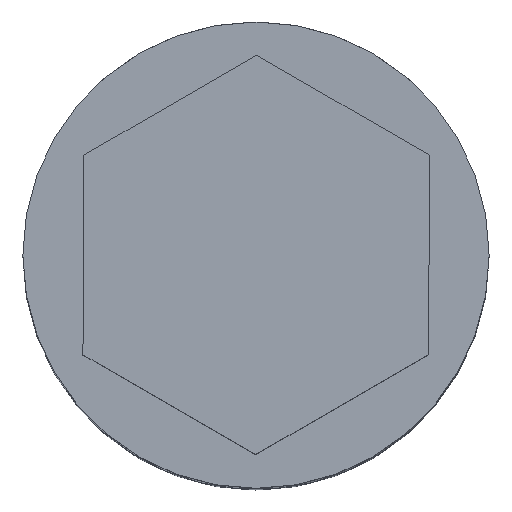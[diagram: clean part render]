
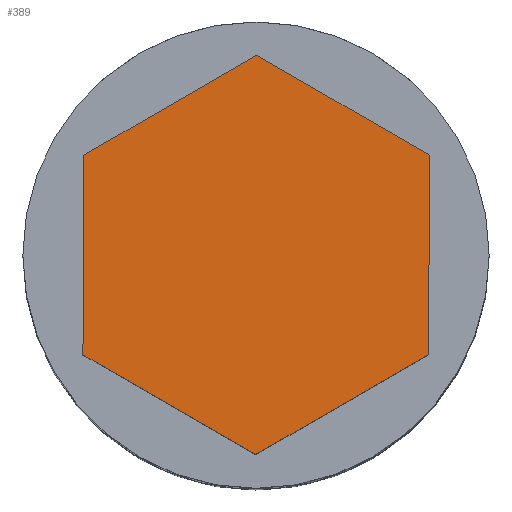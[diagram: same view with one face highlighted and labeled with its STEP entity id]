
A CAD part, top view. The second image highlights one B-rep face of the part: STEP entity #389.
In plain terms, the highlighted planar face has unit normal (0, 0, 1).
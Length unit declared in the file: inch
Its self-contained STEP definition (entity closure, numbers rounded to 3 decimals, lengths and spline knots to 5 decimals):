
#4 = LINE ( 'NONE', #544, #527 ) ;
#18 = ORIENTED_EDGE ( 'NONE', *, *, #752, .F. ) ;
#19 = LINE ( 'NONE', #696, #44 ) ;
#20 = CARTESIAN_POINT ( 'NONE',  ( -0.00033, -0.42801, 1.418 ) ) ;
#29 = VERTEX_POINT ( 'NONE', #400 ) ;
#44 = VECTOR ( 'NONE', #681, 39.37008 ) ;
#50 = ORIENTED_EDGE ( 'NONE', *, *, #562, .F. ) ;
#55 = PLANE ( 'NONE',  #446 ) ;
#80 = LINE ( 'NONE', #207, #127 ) ;
#109 = CARTESIAN_POINT ( 'NONE',  ( 0.00124, 0.42817, 1.418 ) ) ;
#119 = DIRECTION ( 'NONE',  ( 1., 0., 0. ) ) ;
#127 = VECTOR ( 'NONE', #138, 39.37008 ) ;
#138 = DIRECTION ( 'NONE',  ( 0.866, -0.5, 0. ) ) ;
#147 = CARTESIAN_POINT ( 'NONE',  ( -0.00033, -0.42801, 1.418 ) ) ;
#173 = DIRECTION ( 'NONE',  ( 0., 0., 1. ) ) ;
#185 = ORIENTED_EDGE ( 'NONE', *, *, #470, .F. ) ;
#207 = CARTESIAN_POINT ( 'NONE',  ( 0.00124, 0.42817, 1.418 ) ) ;
#211 = LINE ( 'NONE', #795, #428 ) ;
#212 = EDGE_CURVE ( 'NONE', #29, #548, #19, .T. ) ;
#240 = ORIENTED_EDGE ( 'NONE', *, *, #528, .F. ) ;
#247 = CARTESIAN_POINT ( 'NONE',  ( 0.37191, 0.21416, 1.418 ) ) ;
#251 = CARTESIAN_POINT ( 'NONE',  ( -0.36739, 0.641, 1.418 ) ) ;
#285 = VERTEX_POINT ( 'NONE', #247 ) ;
#319 = VERTEX_POINT ( 'NONE', #109 ) ;
#328 = FACE_OUTER_BOUND ( 'NONE', #710, .T. ) ;
#345 = DIRECTION ( 'NONE',  ( -0.866, 0.5, 0. ) ) ;
#362 = CARTESIAN_POINT ( 'NONE',  ( -0.36924, 0.21384, 1.418 ) ) ;
#389 = ADVANCED_FACE ( 'NONE', ( #328 ), #55, .T. ) ;
#400 = CARTESIAN_POINT ( 'NONE',  ( -0.37109, -0.21416, 1.418 ) ) ;
#428 = VECTOR ( 'NONE', #547, 39.37008 ) ;
#446 = AXIS2_PLACEMENT_3D ( 'NONE', #251, #173, #119 ) ;
#470 = EDGE_CURVE ( 'NONE', #319, #285, #80, .T. ) ;
#487 = DIRECTION ( 'NONE',  ( -0.004, -1., 0. ) ) ;
#494 = EDGE_CURVE ( 'NONE', #285, #644, #4, .T. ) ;
#527 = VECTOR ( 'NONE', #487, 39.37008 ) ;
#528 = EDGE_CURVE ( 'NONE', #644, #704, #211, .T. ) ;
#544 = CARTESIAN_POINT ( 'NONE',  ( 0.37191, 0.21416, 1.418 ) ) ;
#547 = DIRECTION ( 'NONE',  ( -0.866, -0.5, 0. ) ) ;
#548 = VERTEX_POINT ( 'NONE', #739 ) ;
#562 = EDGE_CURVE ( 'NONE', #704, #29, #600, .T. ) ;
#600 = LINE ( 'NONE', #147, #620 ) ;
#620 = VECTOR ( 'NONE', #345, 39.37008 ) ;
#632 = DIRECTION ( 'NONE',  ( 0.866, 0.501, 0. ) ) ;
#637 = VECTOR ( 'NONE', #632, 39.37008 ) ;
#644 = VERTEX_POINT ( 'NONE', #779 ) ;
#681 = DIRECTION ( 'NONE',  ( 0.004, 1., 0. ) ) ;
#696 = CARTESIAN_POINT ( 'NONE',  ( -0.37109, -0.21416, 1.418 ) ) ;
#704 = VERTEX_POINT ( 'NONE', #20 ) ;
#710 = EDGE_LOOP ( 'NONE', ( #240, #840, #185, #18, #759, #50 ) ) ;
#739 = CARTESIAN_POINT ( 'NONE',  ( -0.36924, 0.21384, 1.418 ) ) ;
#752 = EDGE_CURVE ( 'NONE', #548, #319, #754, .T. ) ;
#754 = LINE ( 'NONE', #362, #637 ) ;
#759 = ORIENTED_EDGE ( 'NONE', *, *, #212, .F. ) ;
#779 = CARTESIAN_POINT ( 'NONE',  ( 0.37024, -0.21384, 1.418 ) ) ;
#795 = CARTESIAN_POINT ( 'NONE',  ( 0.37024, -0.21384, 1.418 ) ) ;
#840 = ORIENTED_EDGE ( 'NONE', *, *, #494, .F. ) ;
